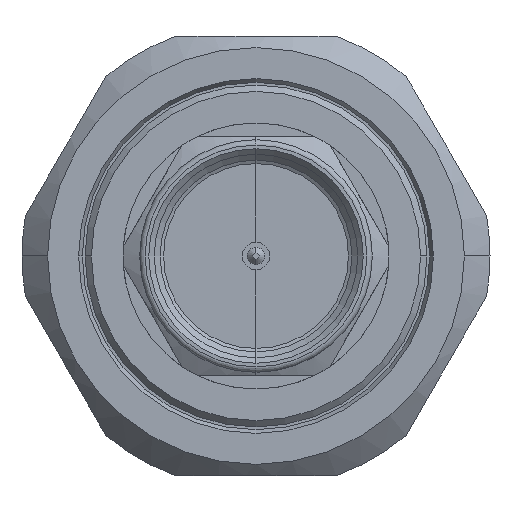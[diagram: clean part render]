
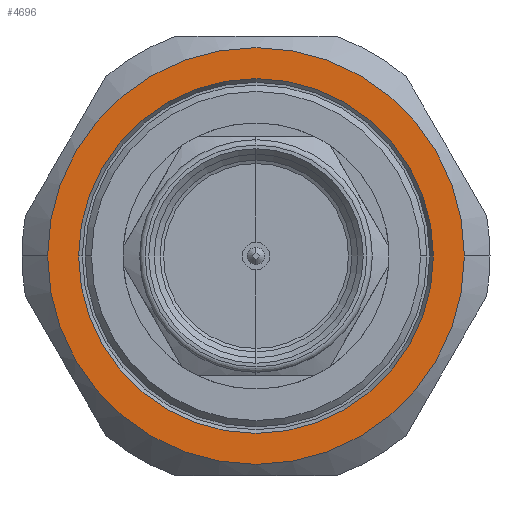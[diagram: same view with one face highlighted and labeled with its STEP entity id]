
A CAD part, left-side view. The second image highlights one B-rep face of the part: STEP entity #4696.
In plain terms, the highlighted face is planar.
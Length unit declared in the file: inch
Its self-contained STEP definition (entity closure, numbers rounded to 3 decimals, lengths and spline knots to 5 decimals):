
#128 = EDGE_LOOP ( 'NONE', ( #1734, #6917 ) ) ;
#138 = CARTESIAN_POINT ( 'NONE',  ( 0.66929, 0., 0.38386 ) ) ;
#235 = DIRECTION ( 'NONE',  ( -1., 0., 0. ) ) ;
#247 = CARTESIAN_POINT ( 'NONE',  ( 0.66929, 0., 0. ) ) ;
#394 = VERTEX_POINT ( 'NONE', #138 ) ;
#524 = EDGE_CURVE ( 'NONE', #2254, #3277, #3002, .T. ) ;
#535 = DIRECTION ( 'NONE',  ( 0., 0., 1. ) ) ;
#754 = DIRECTION ( 'NONE',  ( -1., 0., 0. ) ) ;
#916 = CIRCLE ( 'NONE', #7919, 0.32677 ) ;
#1103 = CARTESIAN_POINT ( 'NONE',  ( 0.66929, 0., -0.38386 ) ) ;
#1508 = EDGE_CURVE ( 'NONE', #394, #4360, #2483, .T. ) ;
#1589 = ORIENTED_EDGE ( 'NONE', *, *, #1508, .F. ) ;
#1601 = DIRECTION ( 'NONE',  ( -1., 0., 0. ) ) ;
#1734 = ORIENTED_EDGE ( 'NONE', *, *, #1883, .T. ) ;
#1883 = EDGE_CURVE ( 'NONE', #3277, #2254, #916, .T. ) ;
#1937 = EDGE_CURVE ( 'NONE', #4360, #394, #7225, .T. ) ;
#2254 = VERTEX_POINT ( 'NONE', #2594 ) ;
#2483 = CIRCLE ( 'NONE', #2906, 0.38386 ) ;
#2594 = CARTESIAN_POINT ( 'NONE',  ( 0.66929, 0., 0.32677 ) ) ;
#2626 = DIRECTION ( 'NONE',  ( -1., 0., 0. ) ) ;
#2906 = AXIS2_PLACEMENT_3D ( 'NONE', #247, #1601, #7774 ) ;
#3002 = CIRCLE ( 'NONE', #3421, 0.32677 ) ;
#3010 = AXIS2_PLACEMENT_3D ( 'NONE', #4088, #754, #7437 ) ;
#3277 = VERTEX_POINT ( 'NONE', #7989 ) ;
#3421 = AXIS2_PLACEMENT_3D ( 'NONE', #8620, #2626, #4595 ) ;
#3475 = PLANE ( 'NONE',  #3010 ) ;
#3849 = EDGE_LOOP ( 'NONE', ( #1589, #7586 ) ) ;
#4002 = FACE_OUTER_BOUND ( 'NONE', #3849, .T. ) ;
#4088 = CARTESIAN_POINT ( 'NONE',  ( 0.66929, 0., 0. ) ) ;
#4360 = VERTEX_POINT ( 'NONE', #1103 ) ;
#4595 = DIRECTION ( 'NONE',  ( 0., 0., -1. ) ) ;
#4696 = ADVANCED_FACE ( 'NONE', ( #4758, #4002 ), #3475, .F. ) ;
#4758 = FACE_BOUND ( 'NONE', #128, .T. ) ;
#5664 = CARTESIAN_POINT ( 'NONE',  ( 0.66929, 0., 0. ) ) ;
#6917 = ORIENTED_EDGE ( 'NONE', *, *, #524, .T. ) ;
#7225 = CIRCLE ( 'NONE', #8055, 0.38386 ) ;
#7437 = DIRECTION ( 'NONE',  ( 0., 0., 1. ) ) ;
#7586 = ORIENTED_EDGE ( 'NONE', *, *, #1937, .F. ) ;
#7599 = DIRECTION ( 'NONE',  ( 0., 0., -1. ) ) ;
#7774 = DIRECTION ( 'NONE',  ( 0., 0., 1. ) ) ;
#7919 = AXIS2_PLACEMENT_3D ( 'NONE', #5664, #235, #7599 ) ;
#7948 = CARTESIAN_POINT ( 'NONE',  ( 0.66929, 0., 0. ) ) ;
#7989 = CARTESIAN_POINT ( 'NONE',  ( 0.66929, 0., -0.32677 ) ) ;
#8055 = AXIS2_PLACEMENT_3D ( 'NONE', #7948, #8463, #535 ) ;
#8463 = DIRECTION ( 'NONE',  ( -1., 0., 0. ) ) ;
#8620 = CARTESIAN_POINT ( 'NONE',  ( 0.66929, 0., 0. ) ) ;
